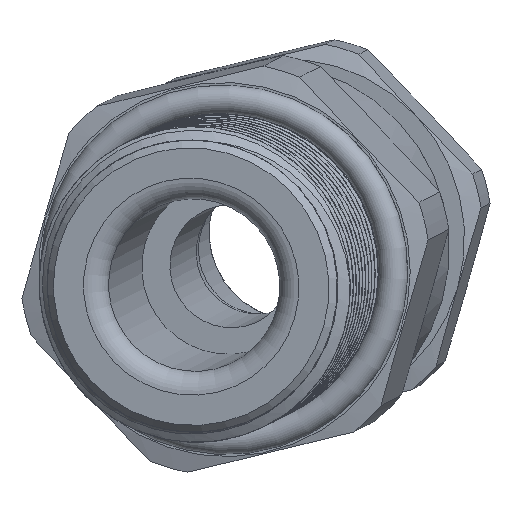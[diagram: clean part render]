
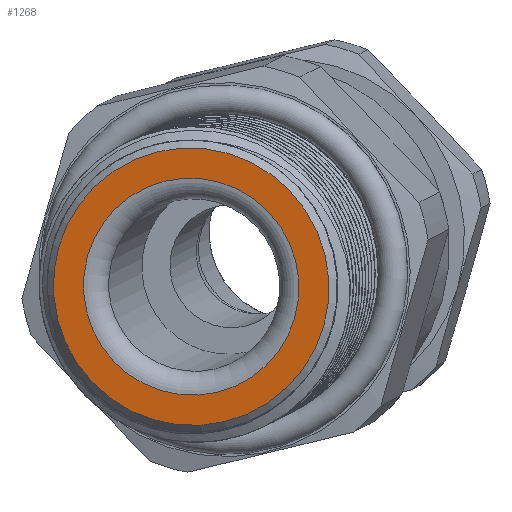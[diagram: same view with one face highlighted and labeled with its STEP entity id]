
A CAD part, left-side view. The second image highlights one B-rep face of the part: STEP entity #1268.
In plain terms, the highlighted face is planar.
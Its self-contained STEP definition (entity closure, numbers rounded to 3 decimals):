
#157=PLANE('',#1482);
#227=FACE_BOUND('',#415,.T.);
#300=FACE_OUTER_BOUND('',#414,.T.);
#414=EDGE_LOOP('',(#1085));
#415=EDGE_LOOP('',(#1086));
#494=CIRCLE('',#1452,9.374);
#512=CIRCLE('',#1479,7.33);
#619=VERTEX_POINT('',#3355);
#644=VERTEX_POINT('',#6919);
#766=EDGE_CURVE('',#619,#619,#494,.T.);
#800=EDGE_CURVE('',#644,#644,#512,.T.);
#1085=ORIENTED_EDGE('',*,*,#766,.T.);
#1086=ORIENTED_EDGE('',*,*,#800,.F.);
#1268=ADVANCED_FACE('',(#300,#227),#157,.T.);
#1452=AXIS2_PLACEMENT_3D('',#3356,#1739,#1740);
#1479=AXIS2_PLACEMENT_3D('',#6920,#1793,#1794);
#1482=AXIS2_PLACEMENT_3D('',#6924,#1799,#1800);
#1739=DIRECTION('center_axis',(-1.,0.,0.));
#1740=DIRECTION('ref_axis',(0.,1.,0.));
#1793=DIRECTION('center_axis',(-1.,0.,0.));
#1794=DIRECTION('ref_axis',(0.,-1.,0.));
#1799=DIRECTION('center_axis',(-1.,0.,0.));
#1800=DIRECTION('ref_axis',(0.,0.,1.));
#3355=CARTESIAN_POINT('',(-36.6,9.374,0.));
#3356=CARTESIAN_POINT('Origin',(-36.6,0.,0.));
#6919=CARTESIAN_POINT('',(-36.6,7.33,0.));
#6920=CARTESIAN_POINT('Origin',(-36.6,0.,0.));
#6924=CARTESIAN_POINT('Origin',(-36.6,9.874,0.));
